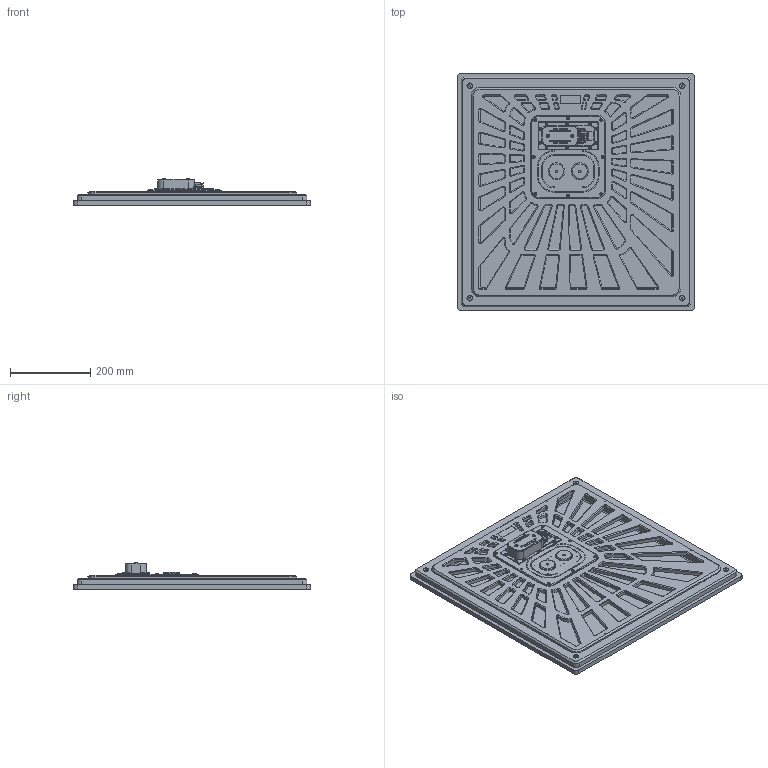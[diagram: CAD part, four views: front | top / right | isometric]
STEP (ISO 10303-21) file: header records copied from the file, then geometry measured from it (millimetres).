
FILE_DESCRIPTION (( 'STEP AP203' ), '1' );
FILE_NAME ('厌铕赅3 想囹囗囵烂 TR.STEP', '2024-08-14T09:56:06', ( '' ), ( '' ), 'SwSTEP 2.0', 'SolidWorks 2024', '' );
FILE_SCHEMA (( 'CONFIG_CONTROL_DESIGN' ));
Length unit declared in the file: millimetre
Products named in the file (19): кольцо стеклотекст; Транс; МембранаПлАГ; Клеммник; Экс Б4; socket countersunk head screw_iso_ISO 10642 - M4 x 10 - 10N; hex socket head screws_iso_ISO 14586 - ST2.9 x 19-C-N; Корпус ПлАГ; torque nut 01_iso_ISO 7040-M4-N; hex tapping screws_iso_Tapping Screw ISO 14585 - ST3.5 x 9.5-C-N; hex tapping screws_iso_Tapping Screw ISO 14585 - ST3.5 x 13-C-N; Рама Мембр; Сборка3 ПлатанарАГ TR; Бокс Транса; трансформатор; резьбовая вставка; ГрильПлАГ; винт мебельный 6_25; Платф пружинная
Assembly tree (61 placements, depth 3):
  Сборка3 ПлатанарАГ TR
    Рама Мембр
    Платф пружинная
    ГрильПлАГ
    Корпус ПлАГ
    резьбовая вставка  x4
    кольцо стеклотекст  x2
    hex tapping screws_iso_Tapping Screw ISO 14585 - ST3.5 x 13-C-N  x20
    hex socket head screws_iso_ISO 14586 - ST2.9 x 19-C-N  x8
    винт мебельный 6_25  x4
    hex tapping screws_iso_Tapping Screw ISO 14585 - ST3.5 x 9.5-C-N  x8
    Экс Б4  x2
    МембранаПлАГ
    Транс
      Бокс Транса
      Клеммник
      трансформатор
      socket countersunk head screw_iso_ISO 10642 - M4 x 10 - 10N  x2
      torque nut 01_iso_ISO 7040-M4-N  x2
Bounding box: 590 x 590 x 65.58 mm (x, y, z)
Volume: 4964288.1 mm3; surface area: 2063633.8 mm2
Topology: 62 solids, 62 shells, 3275 faces, 7676 edges, 4618 vertices
Faces by surface type: plane 1471, cylinder 1050, cone 512, torus 114, bspline 72, sphere 56
Entity records: 64027 total; most frequent: DIRECTION 11084, CARTESIAN_POINT 10636, ORIENTED_EDGE 10062, EDGE_CURVE 5031, AXIS2_PLACEMENT_3D 4046, VERTEX_POINT 3136, VECTOR 2992, LINE 2992
